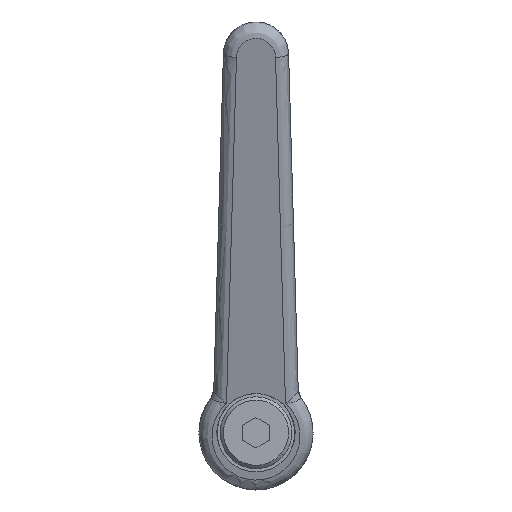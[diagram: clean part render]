
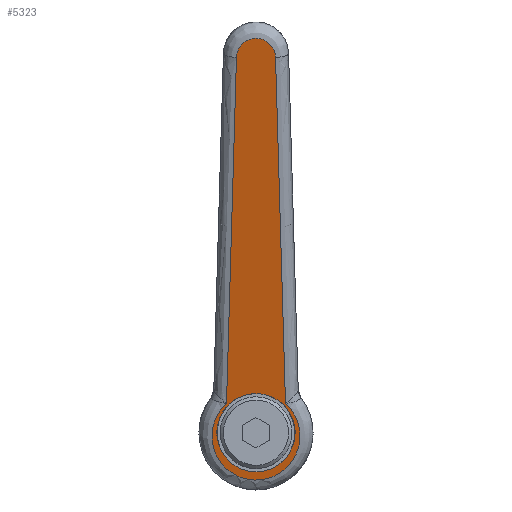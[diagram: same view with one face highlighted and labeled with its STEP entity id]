
A CAD part, top view. The second image highlights one B-rep face of the part: STEP entity #5323.
In plain terms, the highlighted free-form (B-spline) face has degree [1, 1] with [2, 2] control points.
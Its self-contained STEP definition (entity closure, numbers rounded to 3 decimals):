
#1880=CARTESIAN_POINT('',(4.424,4.054,30.087));
#1881=VERTEX_POINT('',#1880);
#1887=CARTESIAN_POINT('',(-6.,0.0,27.327));
#1888=VERTEX_POINT('',#1887);
#1889=CARTESIAN_POINT('',(4.424,4.054,30.087));
#1890=CARTESIAN_POINT('',(2.64,6.,29.615));
#1891=CARTESIAN_POINT('',(0.,6.0,28.916));
#1892=CARTESIAN_POINT('',(-6.,6.0,27.327));
#1893=CARTESIAN_POINT('',(-6.,0.0,27.327));
#1901=(BOUNDED_CURVE()B_SPLINE_CURVE(2,(#1889,#1890,#1891,#1892,#1893),.UNSPECIFIED.,.F.,.U.)B_SPLINE_CURVE_WITH_KNOTS((3,2,3),(0.618,0.75,1.0),.UNSPECIFIED.)CURVE()GEOMETRIC_REPRESENTATION_ITEM()RATIONAL_B_SPLINE_CURVE((0.854,0.846,1.0,0.707,1.0))REPRESENTATION_ITEM(''));
#1902=EDGE_CURVE('',#1881,#1888,#1901,.T.);
#1904=CARTESIAN_POINT('',(4.3,-4.185,30.054));
#1905=VERTEX_POINT('',#1904);
#1906=CARTESIAN_POINT('',(-6.,0.0,27.327));
#1907=CARTESIAN_POINT('',(-6.,-6.,27.327));
#1908=CARTESIAN_POINT('',(0.,-6.,28.916));
#1909=CARTESIAN_POINT('',(2.533,-6.,29.586));
#1910=CARTESIAN_POINT('',(4.3,-4.185,30.054));
#1918=(BOUNDED_CURVE()B_SPLINE_CURVE(2,(#1906,#1907,#1908,#1909,#1910),.UNSPECIFIED.,.F.,.U.)B_SPLINE_CURVE_WITH_KNOTS((3,2,3),(0.0,0.25,0.377),.UNSPECIFIED.)CURVE()GEOMETRIC_REPRESENTATION_ITEM()RATIONAL_B_SPLINE_CURVE((1.0,0.707,1.0,0.851,0.854))REPRESENTATION_ITEM(''));
#1919=EDGE_CURVE('',#1888,#1905,#1918,.T.);
#1956=CARTESIAN_POINT('',(6.,0.,30.504));
#1957=VERTEX_POINT('',#1956);
#1958=CARTESIAN_POINT('',(4.3,-4.185,30.054));
#1959=CARTESIAN_POINT('',(6.,-2.438,30.504));
#1960=CARTESIAN_POINT('',(6.,0.,30.504));
#1968=(BOUNDED_CURVE()B_SPLINE_CURVE(2,(#1958,#1959,#1960),.UNSPECIFIED.,.F.,.U.)B_SPLINE_CURVE_WITH_KNOTS((3,3),(0.377,0.5),.UNSPECIFIED.)CURVE()GEOMETRIC_REPRESENTATION_ITEM()RATIONAL_B_SPLINE_CURVE((0.854,0.856,1.0))REPRESENTATION_ITEM(''));
#1969=EDGE_CURVE('',#1905,#1957,#1968,.T.);
#1971=CARTESIAN_POINT('',(6.,0.,30.504));
#1972=CARTESIAN_POINT('',(6.,2.333,30.504));
#1973=CARTESIAN_POINT('',(4.424,4.054,30.087));
#1981=(BOUNDED_CURVE()B_SPLINE_CURVE(2,(#1971,#1972,#1973),.UNSPECIFIED.,.F.,.U.)B_SPLINE_CURVE_WITH_KNOTS((3,3),(0.5,0.618),.UNSPECIFIED.)CURVE()GEOMETRIC_REPRESENTATION_ITEM()RATIONAL_B_SPLINE_CURVE((1.0,0.861,0.854))REPRESENTATION_ITEM(''));
#1982=EDGE_CURVE('',#1957,#1881,#1981,.T.);
#4325=CARTESIAN_POINT('',(4.498,4.524,30.107));
#4326=VERTEX_POINT('',#4325);
#4568=CARTESIAN_POINT('',(4.498,-4.524,30.107));
#4569=VERTEX_POINT('',#4568);
#4681=CARTESIAN_POINT('',(57.574,-2.999,44.162));
#4682=VERTEX_POINT('',#4681);
#4683=CARTESIAN_POINT('',(4.498,-4.524,30.107));
#4684=CARTESIAN_POINT('',(57.574,-2.999,44.162));
#4685=QUASI_UNIFORM_CURVE('',1,(#4683,#4684),.UNSPECIFIED.,.F.,.U.);
#4686=EDGE_CURVE('',#4569,#4682,#4685,.T.);
#4897=CARTESIAN_POINT('',(4.498,4.524,30.107));
#4898=CARTESIAN_POINT('',(1.391,7.964,29.284));
#4899=CARTESIAN_POINT('',(-2.935,6.3,28.138));
#4900=CARTESIAN_POINT('',(-7.262,4.636,26.993));
#4901=CARTESIAN_POINT('',(-7.262,0.,26.993));
#4902=CARTESIAN_POINT('',(-7.262,-4.636,26.993));
#4903=CARTESIAN_POINT('',(-2.935,-6.3,28.138));
#4904=CARTESIAN_POINT('',(1.391,-7.964,29.284));
#4905=CARTESIAN_POINT('',(4.498,-4.524,30.107));
#4913=(BOUNDED_CURVE()B_SPLINE_CURVE(2,(#4897,#4898,#4899,#4900,#4901,#4902,#4903,#4904,#4905),.UNSPECIFIED.,.F.,.U.)B_SPLINE_CURVE_WITH_KNOTS((3,2,2,2,3),(0.0,0.25,0.5,0.75,1.0),.UNSPECIFIED.)CURVE()GEOMETRIC_REPRESENTATION_ITEM()RATIONAL_B_SPLINE_CURVE((1.0,0.824,1.0,0.824,1.0,0.824,1.0,0.824,1.0))REPRESENTATION_ITEM(''));
#4914=EDGE_CURVE('',#4326,#4569,#4913,.T.);
#4983=CARTESIAN_POINT('',(57.574,2.999,44.162));
#4984=VERTEX_POINT('',#4983);
#4998=CARTESIAN_POINT('',(57.574,-2.999,44.162));
#4999=CARTESIAN_POINT('',(60.488,-2.915,44.933));
#5000=CARTESIAN_POINT('',(60.488,0.,44.933));
#5001=CARTESIAN_POINT('',(60.488,2.915,44.933));
#5002=CARTESIAN_POINT('',(57.574,2.999,44.162));
#5010=(BOUNDED_CURVE()B_SPLINE_CURVE(2,(#4998,#4999,#5000,#5001,#5002),.UNSPECIFIED.,.F.,.U.)B_SPLINE_CURVE_WITH_KNOTS((3,2,3),(0.0,0.5,1.0),.UNSPECIFIED.)CURVE()GEOMETRIC_REPRESENTATION_ITEM()RATIONAL_B_SPLINE_CURVE((1.0,0.717,1.0,0.717,1.0))REPRESENTATION_ITEM(''));
#5011=EDGE_CURVE('',#4682,#4984,#5010,.T.);
#5052=CARTESIAN_POINT('',(57.574,2.999,44.162));
#5053=CARTESIAN_POINT('',(4.498,4.524,30.107));
#5054=QUASI_UNIFORM_CURVE('',1,(#5052,#5053),.UNSPECIFIED.,.F.,.U.);
#5055=EDGE_CURVE('',#4984,#4326,#5054,.T.);
#5306=CARTESIAN_POINT('',(63.872,-7.419,45.83));
#5307=CARTESIAN_POINT('',(-10.646,-7.419,26.096));
#5308=CARTESIAN_POINT('',(63.872,7.419,45.83));
#5309=CARTESIAN_POINT('',(-10.646,7.419,26.096));
#5310=B_SPLINE_SURFACE_WITH_KNOTS('',1,1,((#5306,#5308),(#5307,#5309)),.UNSPECIFIED.,.F.,.F.,.U.,(2,2),(2,2),(0.0,77.087),(0.0,14.837),.UNSPECIFIED.);
#5311=ORIENTED_EDGE('',*,*,#4914,.T.);
#5312=ORIENTED_EDGE('',*,*,#4686,.T.);
#5313=ORIENTED_EDGE('',*,*,#5011,.T.);
#5314=ORIENTED_EDGE('',*,*,#5055,.T.);
#5315=EDGE_LOOP('',(#5311,#5312,#5313,#5314));
#5316=FACE_OUTER_BOUND('',#5315,.T.);
#5317=ORIENTED_EDGE('',*,*,#1982,.F.);
#5318=ORIENTED_EDGE('',*,*,#1969,.F.);
#5319=ORIENTED_EDGE('',*,*,#1919,.F.);
#5320=ORIENTED_EDGE('',*,*,#1902,.F.);
#5321=EDGE_LOOP('',(#5317,#5318,#5319,#5320));
#5322=FACE_BOUND('',#5321,.T.);
#5323=ADVANCED_FACE('',(#5316,#5322),#5310,.F.);
